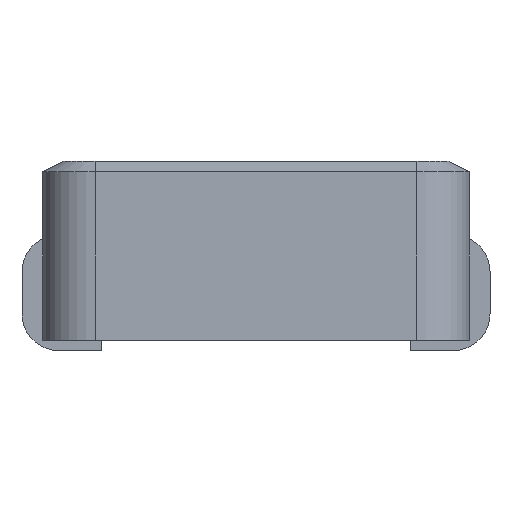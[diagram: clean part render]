
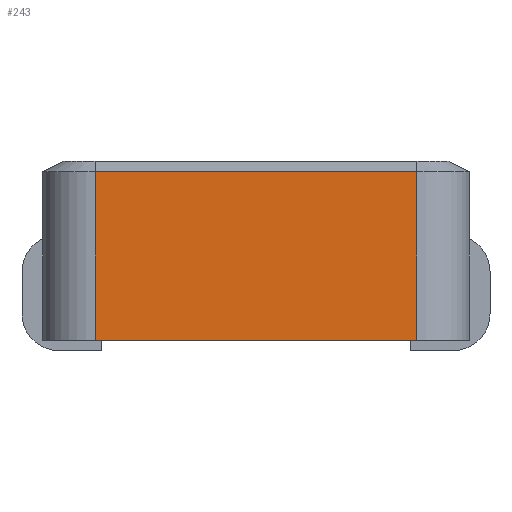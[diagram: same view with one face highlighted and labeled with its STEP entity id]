
A CAD part, front view. The second image highlights one B-rep face of the part: STEP entity #243.
In plain terms, the highlighted planar face has unit normal (0, -1, 0).
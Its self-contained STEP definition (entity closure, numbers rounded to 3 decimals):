
#243 = ADVANCED_FACE( '', ( #587 ), #588, .F. );
#587 = FACE_OUTER_BOUND( '', #1043, .T. );
#588 = PLANE( '', #1044 );
#1043 = EDGE_LOOP( '', ( #1709, #1710, #1711, #1712 ) );
#1044 = AXIS2_PLACEMENT_3D( '', #1713, #1714, #1715 );
#1709 = ORIENTED_EDGE( '', *, *, #3005, .T. );
#1710 = ORIENTED_EDGE( '', *, *, #3006, .T. );
#1711 = ORIENTED_EDGE( '', *, *, #2897, .T. );
#1712 = ORIENTED_EDGE( '', *, *, #3007, .T. );
#1713 = CARTESIAN_POINT( '', ( -2.03, -2.03, 1.7 ) );
#1714 = DIRECTION( '', ( 0., 1., 0. ) );
#1715 = DIRECTION( '', ( -1., 0., 0. ) );
#2897 = EDGE_CURVE( '', #3469, #3470, #3471, .T. );
#3005 = EDGE_CURVE( '', #3644, #3645, #3646, .F. );
#3006 = EDGE_CURVE( '', #3645, #3469, #3647, .T. );
#3007 = EDGE_CURVE( '', #3470, #3644, #3648, .T. );
#3469 = VERTEX_POINT( '', #4340 );
#3470 = VERTEX_POINT( '', #4341 );
#3471 = LINE( '', #4342, #4343 );
#3644 = VERTEX_POINT( '', #4617 );
#3645 = VERTEX_POINT( '', #4618 );
#3646 = LINE( '', #4619, #4620 );
#3647 = LINE( '', #4621, #4622 );
#3648 = LINE( '', #4623, #4624 );
#4340 = CARTESIAN_POINT( '', ( -1.53, -2.03, 1.6 ) );
#4341 = CARTESIAN_POINT( '', ( -1.53, -2.03, 0. ) );
#4342 = CARTESIAN_POINT( '', ( -1.53, -2.03, 1.7 ) );
#4343 = VECTOR( '', #5599, 1000. );
#4617 = CARTESIAN_POINT( '', ( 1.53, -2.03, 0. ) );
#4618 = CARTESIAN_POINT( '', ( 1.53, -2.03, 1.6 ) );
#4619 = CARTESIAN_POINT( '', ( 1.53, -2.03, 1.7 ) );
#4620 = VECTOR( '', #5682, 1000. );
#4621 = CARTESIAN_POINT( '', ( -1.53, -2.03, 1.6 ) );
#4622 = VECTOR( '', #5683, 1000. );
#4623 = CARTESIAN_POINT( '', ( -2.03, -2.03, 0. ) );
#4624 = VECTOR( '', #5684, 1000. );
#5599 = DIRECTION( '', ( 0., 0., -1. ) );
#5682 = DIRECTION( '', ( 0., 0., -1. ) );
#5683 = DIRECTION( '', ( -1., 0., 0. ) );
#5684 = DIRECTION( '', ( 1., 0., 0. ) );
